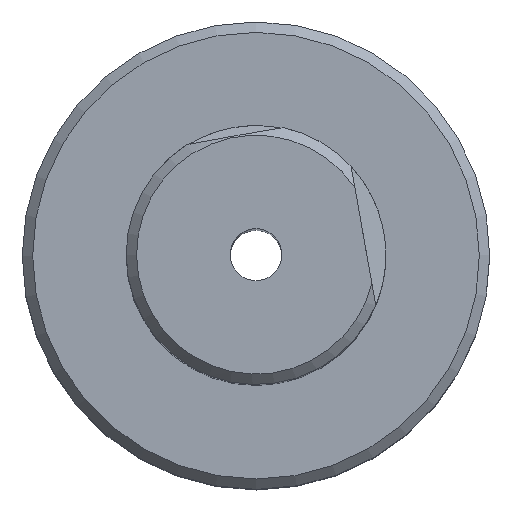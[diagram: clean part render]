
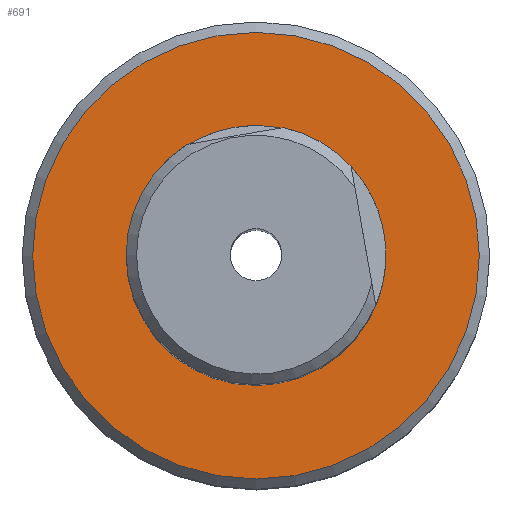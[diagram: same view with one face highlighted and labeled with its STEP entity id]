
A CAD part, top view. The second image highlights one B-rep face of the part: STEP entity #691.
In plain terms, the highlighted planar face has unit normal (0, 0, 1).
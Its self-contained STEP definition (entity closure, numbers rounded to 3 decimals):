
#58=CIRCLE('',#772,12.5);
#59=CIRCLE('',#773,21.5);
#128=ORIENTED_EDGE('',*,*,#284,.F.);
#129=ORIENTED_EDGE('',*,*,#285,.F.);
#284=EDGE_CURVE('',#360,#360,#58,.T.);
#285=EDGE_CURVE('',#361,#361,#59,.T.);
#360=VERTEX_POINT('',#1157);
#361=VERTEX_POINT('',#1159);
#461=EDGE_LOOP('',(#128));
#462=EDGE_LOOP('',(#129));
#565=FACE_BOUND('',#461,.T.);
#566=FACE_BOUND('',#462,.T.);
#666=PLANE('',#771);
#691=ADVANCED_FACE('',(#565,#566),#666,.T.);
#771=AXIS2_PLACEMENT_3D('',#1155,#911,#912);
#772=AXIS2_PLACEMENT_3D('',#1156,#913,#914);
#773=AXIS2_PLACEMENT_3D('',#1158,#915,#916);
#911=DIRECTION('',(0.,0.,1.));
#912=DIRECTION('',(0.985,0.175,0.));
#913=DIRECTION('',(0.,0.,1.));
#914=DIRECTION('',(-0.985,-0.175,0.));
#915=DIRECTION('',(0.,0.,-1.));
#916=DIRECTION('',(0.175,-0.985,0.));
#1155=CARTESIAN_POINT('',(-12.849,11.751,0.));
#1156=CARTESIAN_POINT('',(0.,0.,0.));
#1157=CARTESIAN_POINT('',(-12.308,-2.184,0.));
#1158=CARTESIAN_POINT('',(0.,0.,0.));
#1159=CARTESIAN_POINT('',(3.756,-21.169,0.));
